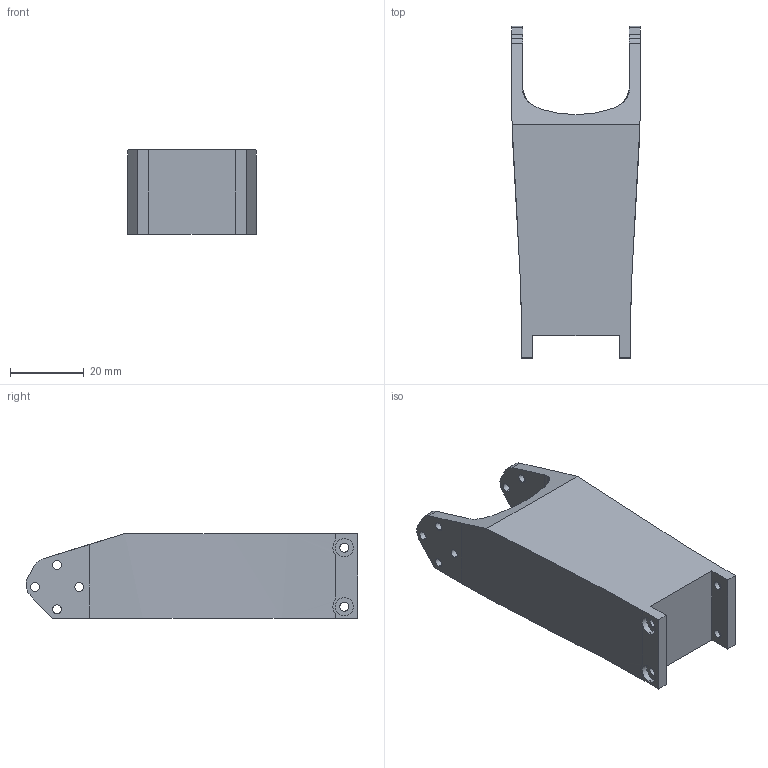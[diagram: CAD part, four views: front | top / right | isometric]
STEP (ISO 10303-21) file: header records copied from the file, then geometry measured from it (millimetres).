
FILE_DESCRIPTION (( 'STEP AP203' ), '1' );
FILE_NAME ('Leader_Elbow_To_Wrist_Extension.STEP', '2024-09-05T20:24:09', ( '' ), ( '' ), 'SwSTEP 2.0', 'SolidWorks 2024', '' );
FILE_SCHEMA (( 'CONFIG_CONTROL_DESIGN' ));
Length unit declared in the file: millimetre
Products named in the file (1): Leader_Elbow_To_Wrist_Extension
Bounding box: 35 x 90.1 x 23 mm (x, y, z)
Volume: 47928.5 mm3; surface area: 10653.1 mm2
Topology: 1 solids, 1 shells, 66 faces, 192 edges, 132 vertices
Faces by surface type: cylinder 40, plane 22, bspline 4
Entity records: 2595 total; most frequent: CARTESIAN_POINT 675, ORIENTED_EDGE 384, DIRECTION 382, EDGE_CURVE 192, AXIS2_PLACEMENT_3D 143, VERTEX_POINT 132, LINE 96, VECTOR 96
